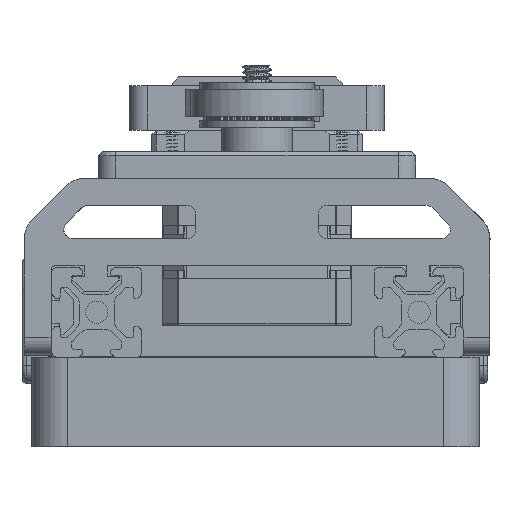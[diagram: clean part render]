
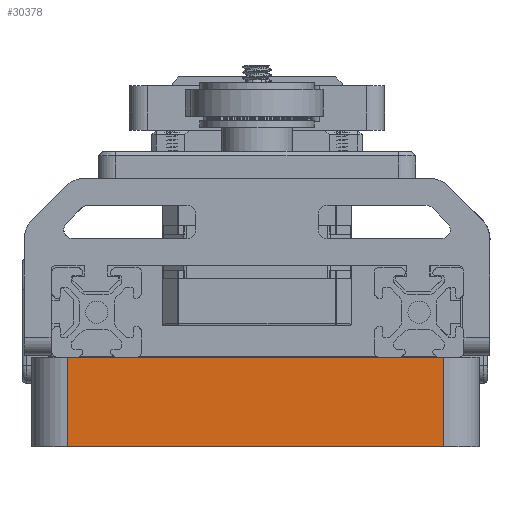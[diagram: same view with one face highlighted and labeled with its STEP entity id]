
A CAD part, left-side view. The second image highlights one B-rep face of the part: STEP entity #30378.
In plain terms, the highlighted planar face has unit normal (-1, 0, 0).
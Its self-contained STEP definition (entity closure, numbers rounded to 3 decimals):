
#1678=PLANE('',#33486);
#3186=FACE_OUTER_BOUND('',#4999,.T.);
#4999=EDGE_LOOP('',(#26595,#26596,#26597,#26598));
#7439=LINE('',#62905,#10066);
#7452=LINE('',#62968,#10079);
#7459=LINE('',#63692,#10086);
#7461=LINE('',#63695,#10088);
#10066=VECTOR('',#41084,10.);
#10079=VECTOR('',#41155,10.);
#10086=VECTOR('',#41194,10.);
#10088=VECTOR('',#41198,10.);
#14379=VERTEX_POINT('',#62902);
#14380=VERTEX_POINT('',#62904);
#14400=VERTEX_POINT('',#62965);
#14401=VERTEX_POINT('',#62967);
#18495=EDGE_CURVE('',#14379,#14380,#7439,.T.);
#18526=EDGE_CURVE('',#14400,#14401,#7452,.T.);
#18549=EDGE_CURVE('',#14380,#14400,#7459,.T.);
#18551=EDGE_CURVE('',#14401,#14379,#7461,.T.);
#26595=ORIENTED_EDGE('',*,*,#18549,.F.);
#26596=ORIENTED_EDGE('',*,*,#18495,.F.);
#26597=ORIENTED_EDGE('',*,*,#18551,.F.);
#26598=ORIENTED_EDGE('',*,*,#18526,.F.);
#30378=ADVANCED_FACE('',(#3186),#1678,.T.);
#33486=AXIS2_PLACEMENT_3D('',#63694,#41196,#41197);
#41084=DIRECTION('',(0.,1.,0.));
#41155=DIRECTION('',(0.,-1.,0.));
#41194=DIRECTION('',(0.,0.,1.));
#41196=DIRECTION('center_axis',(-1.,0.,0.));
#41197=DIRECTION('ref_axis',(0.,1.,0.));
#41198=DIRECTION('',(0.,0.,-1.));
#62902=CARTESIAN_POINT('',(-97.295,-41.659,-46.651));
#62904=CARTESIAN_POINT('',(-97.295,42.341,-46.651));
#62905=CARTESIAN_POINT('',(-97.295,-24.659,-46.651));
#62965=CARTESIAN_POINT('',(-97.295,42.341,-26.651));
#62967=CARTESIAN_POINT('',(-97.295,-41.659,-26.651));
#62968=CARTESIAN_POINT('',(-97.295,-24.659,-26.651));
#63692=CARTESIAN_POINT('',(-97.295,42.341,-26.651));
#63694=CARTESIAN_POINT('Origin',(-97.295,-49.659,-26.651));
#63695=CARTESIAN_POINT('',(-97.295,-41.659,-26.651));
